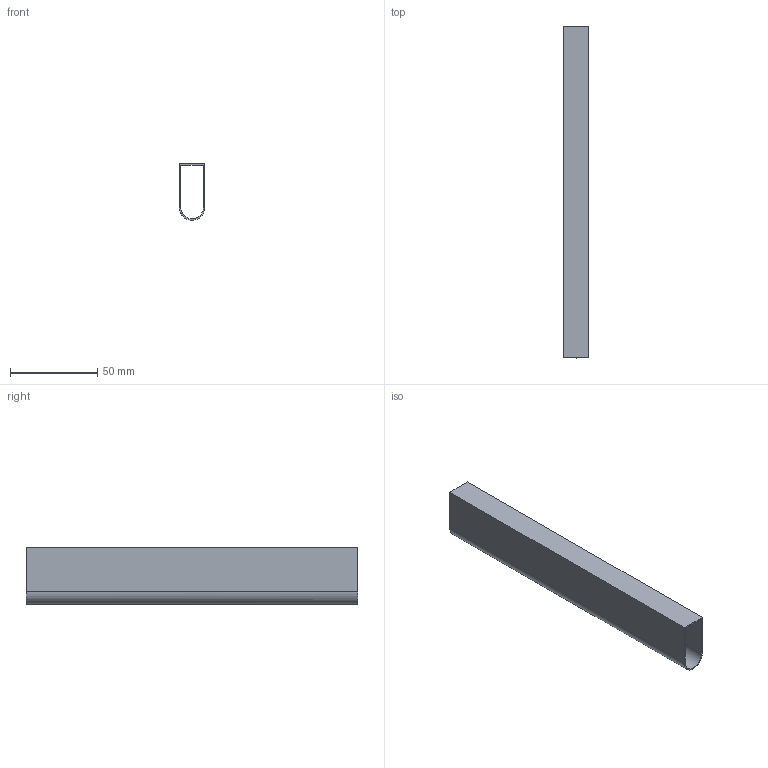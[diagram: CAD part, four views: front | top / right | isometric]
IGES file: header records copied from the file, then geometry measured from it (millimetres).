
Global section: file name: nervatura1.igs; preprocessor: I-DEAS 3D IGES Translator 12; date: 20091026.092227; units: millimetre
Bounding box: 14.4 x 190 x 32.45 mm (x, y, z)
Volume: 12881.5 mm3; surface area: 32318.8 mm2
Topology: 1 solids, 1 shells, 10 faces, 28 edges, 24 vertices
Faces by surface type: bspline 10
